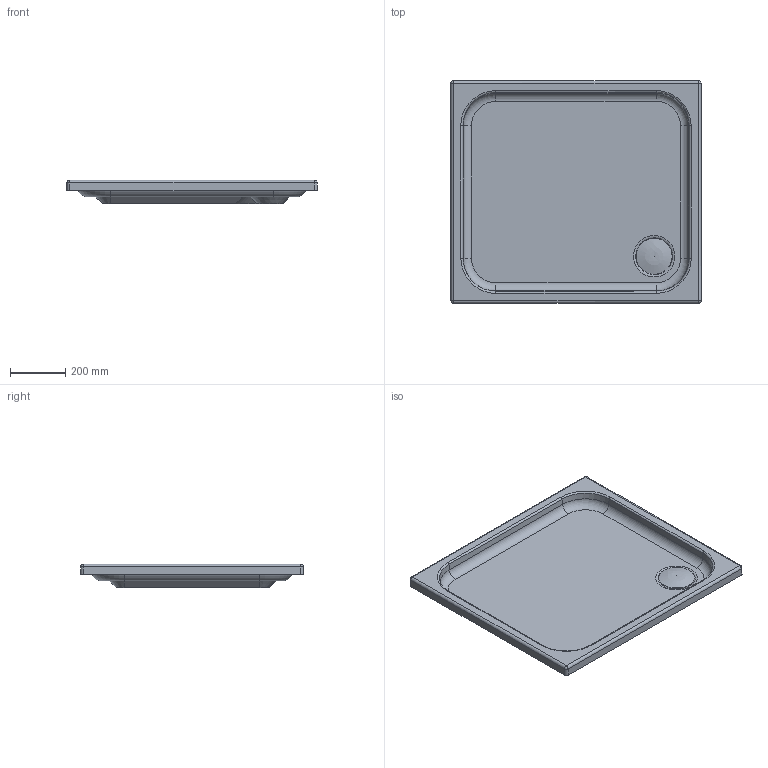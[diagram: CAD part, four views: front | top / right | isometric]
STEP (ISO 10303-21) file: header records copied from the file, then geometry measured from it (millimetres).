
FILE_DESCRIPTION((''),'2;1');
FILE_NAME('720105.stp','2012-03-02T11:14:12',('Administrator'),(''),'Autodesk Inventor 2011','Autodesk Inventor 2011','');
FILE_SCHEMA(('CONFIG_CONTROL_DESIGN'));
Length unit declared in the file: millimetre
Products named in the file (3): 720105; Stopfen_Duschwanne
Assembly tree (2 placements, depth 2):
  720105
    720105
    Stopfen_Duschwanne
Bounding box: 905.48 x 805.54 x 85.11 mm (x, y, z)
Volume: 13906748.2 mm3; surface area: 1936201.7 mm2
Topology: 2 solids, 2 shells, 126 faces, 300 edges, 175 vertices
Faces by surface type: cylinder 42, plane 39, torus 22, cone 14, sphere 8, bspline 1
Full cylindrical faces by diameter (mm): 90 x1, 129.75 x1
Entity records: 3759 total; most frequent: CARTESIAN_POINT 749, DIRECTION 668, ORIENTED_EDGE 566, EDGE_CURVE 283, AXIS2_PLACEMENT_3D 263, VERTEX_POINT 173, VECTOR 142, LINE 142
